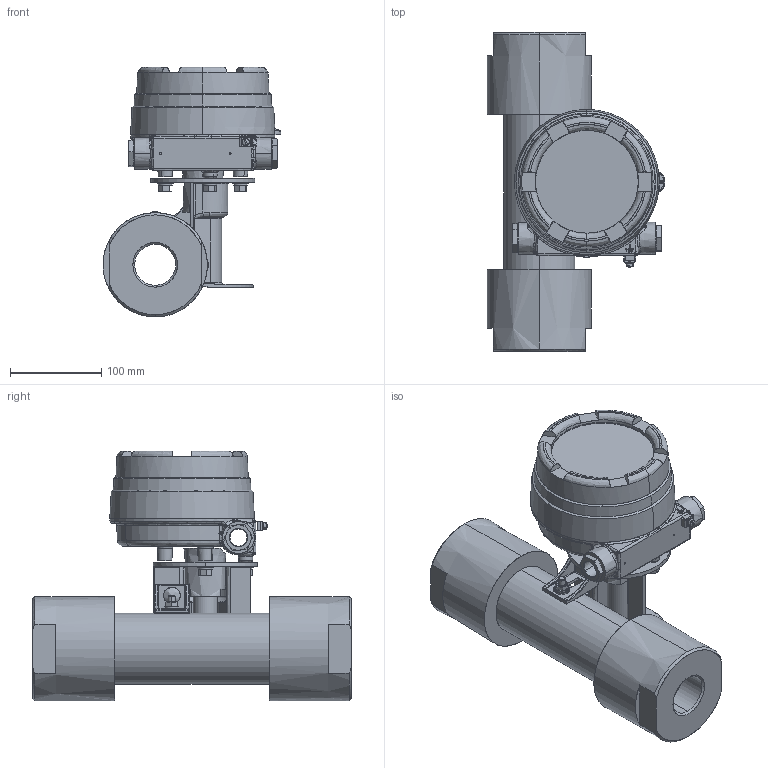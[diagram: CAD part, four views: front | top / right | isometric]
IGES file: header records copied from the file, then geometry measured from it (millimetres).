
Start section: SolidWorks IGES file using analytic representation for surfaces
Global section: file name: 3809G-E-12-B-3-D-0.IGS; native system: SolidWorks 2019; preprocessor: SolidWorks 2019; author: cfehr; date: 190719.135234; units: inch
Bounding box: 195.3 x 350.01 x 274.29 mm (x, y, z)
Surface area: 354872.3 mm2 (no closed solid volume)
Topology: 0 solids, 0 shells, 596 faces, 9099 edges, 9088 vertices
Faces by surface type: bspline 341, revolution 255
